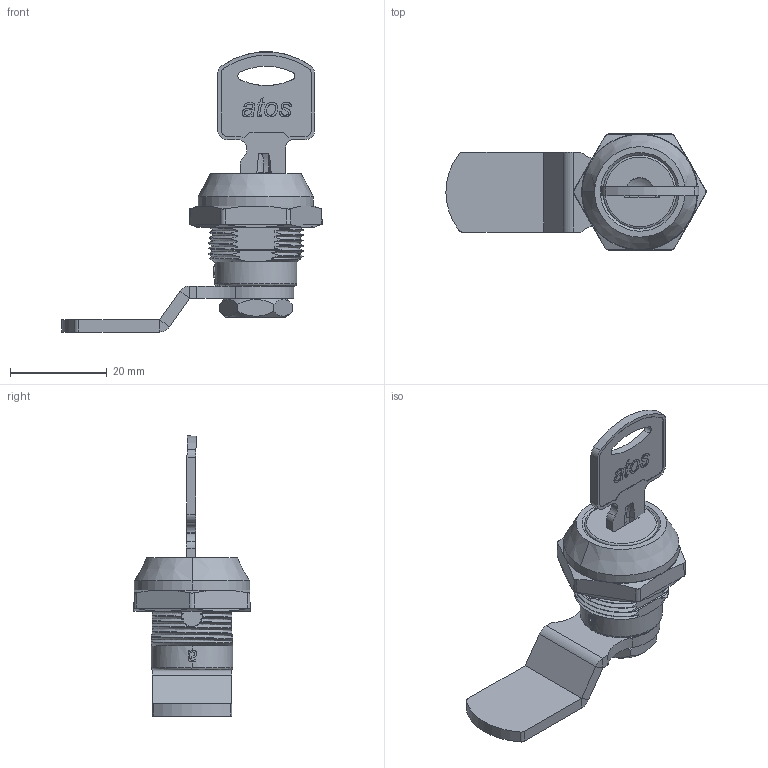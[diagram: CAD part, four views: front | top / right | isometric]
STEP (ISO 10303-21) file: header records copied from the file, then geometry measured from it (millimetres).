
FILE_DESCRIPTION (( 'STEP AP203' ), '1' );
FILE_NAME ('KM01.1.2.24.STEP', '2022-08-31T11:57:49', ( '' ), ( '' ), 'SwSTEP 2.0', 'SolidWorks 2021', '' );
FILE_SCHEMA (( 'CONFIG_CONTROL_DESIGN' ));
Length unit declared in the file: millimetre
Products named in the file (1): KM01.1.2.24
Bounding box: 53.75 x 24 x 57.84 mm (x, y, z)
Surface area: 6188.4 mm2 (no closed solid volume)
Topology: 0 solids, 12 shells, 331 faces, 1012 edges, 685 vertices
Faces by surface type: plane 111, cylinder 97, bspline 81, cone 36, torus 6
Entity records: 48999 total; most frequent: CARTESIAN_POINT 41085, ORIENTED_EDGE 1803, DIRECTION 1223, EDGE_CURVE 1012, VERTEX_POINT 685, AXIS2_PLACEMENT_3D 418, B_SPLINE_CURVE_WITH_KNOTS 398, VECTOR 387
